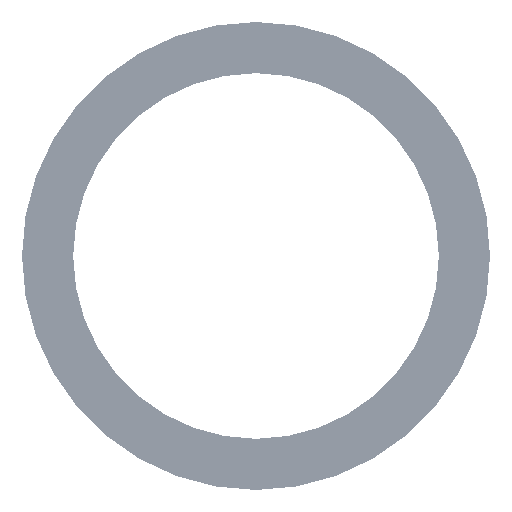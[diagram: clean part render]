
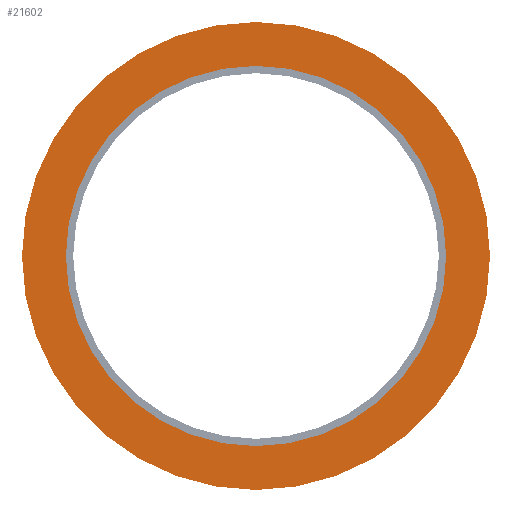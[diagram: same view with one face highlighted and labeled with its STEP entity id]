
A CAD part, left-side view. The second image highlights one B-rep face of the part: STEP entity #21602.
In plain terms, the highlighted planar face has unit normal (-1, 0, 0).
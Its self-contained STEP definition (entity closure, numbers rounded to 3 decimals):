
#4047 = AXIS2_PLACEMENT_3D ( 'NONE', #36893, #94363, #45100 ) ;
#5804 = CARTESIAN_POINT ( 'NONE',  ( 1., 0., 0. ) ) ;
#6753 = DIRECTION ( 'NONE',  ( 0., 0., -1. ) ) ;
#7308 = VERTEX_POINT ( 'NONE', #91853 ) ;
#8146 = EDGE_LOOP ( 'NONE', ( #42827, #97178 ) ) ;
#9875 = VERTEX_POINT ( 'NONE', #26918 ) ;
#14057 = AXIS2_PLACEMENT_3D ( 'NONE', #75292, #26075, #83604 ) ;
#14167 = DIRECTION ( 'NONE',  ( 0., 0., 1. ) ) ;
#20048 = CIRCLE ( 'NONE', #44621, 16. ) ;
#21602 = ADVANCED_FACE ( 'NONE', ( #75411, #97317 ), #31325, .F. ) ;
#21869 = EDGE_CURVE ( 'NONE', #7308, #9875, #47058, .T. ) ;
#24979 = AXIS2_PLACEMENT_3D ( 'NONE', #5804, #63476, #14167 ) ;
#26075 = DIRECTION ( 'NONE',  ( -1., 0., 0. ) ) ;
#26448 = CARTESIAN_POINT ( 'NONE',  ( 1., 0., -13. ) ) ;
#26835 = EDGE_LOOP ( 'NONE', ( #64809, #86278 ) ) ;
#26918 = CARTESIAN_POINT ( 'NONE',  ( 1., 0., -16. ) ) ;
#30732 = EDGE_CURVE ( 'NONE', #9875, #7308, #20048, .T. ) ;
#31325 = PLANE ( 'NONE',  #95368 ) ;
#31811 = EDGE_CURVE ( 'NONE', #49494, #38044, #64904, .T. ) ;
#32037 = DIRECTION ( 'NONE',  ( -1., 0., 0. ) ) ;
#36893 = CARTESIAN_POINT ( 'NONE',  ( 1., 0., 0. ) ) ;
#38044 = VERTEX_POINT ( 'NONE', #82955 ) ;
#42827 = ORIENTED_EDGE ( 'NONE', *, *, #88607, .F. ) ;
#44621 = AXIS2_PLACEMENT_3D ( 'NONE', #81276, #32037, #89558 ) ;
#45100 = DIRECTION ( 'NONE',  ( 0., 0., 1. ) ) ;
#47058 = CIRCLE ( 'NONE', #14057, 16. ) ;
#49494 = VERTEX_POINT ( 'NONE', #26448 ) ;
#56112 = DIRECTION ( 'NONE',  ( 1., 0., 0. ) ) ;
#63476 = DIRECTION ( 'NONE',  ( -1., 0., 0. ) ) ;
#64809 = ORIENTED_EDGE ( 'NONE', *, *, #21869, .T. ) ;
#64904 = CIRCLE ( 'NONE', #4047, 13. ) ;
#75292 = CARTESIAN_POINT ( 'NONE',  ( 1., 0., 0. ) ) ;
#75411 = FACE_BOUND ( 'NONE', #8146, .T. ) ;
#81276 = CARTESIAN_POINT ( 'NONE',  ( 1., 0., 0. ) ) ;
#82955 = CARTESIAN_POINT ( 'NONE',  ( 1., 0., 13. ) ) ;
#83604 = DIRECTION ( 'NONE',  ( 0., 0., 1. ) ) ;
#86278 = ORIENTED_EDGE ( 'NONE', *, *, #30732, .T. ) ;
#88607 = EDGE_CURVE ( 'NONE', #38044, #49494, #104883, .T. ) ;
#89558 = DIRECTION ( 'NONE',  ( 0., 0., 1. ) ) ;
#91853 = CARTESIAN_POINT ( 'NONE',  ( 1., 0., 16. ) ) ;
#94363 = DIRECTION ( 'NONE',  ( -1., 0., 0. ) ) ;
#95368 = AXIS2_PLACEMENT_3D ( 'NONE', #105391, #56112, #6753 ) ;
#97178 = ORIENTED_EDGE ( 'NONE', *, *, #31811, .F. ) ;
#97317 = FACE_OUTER_BOUND ( 'NONE', #26835, .T. ) ;
#104883 = CIRCLE ( 'NONE', #24979, 13. ) ;
#105391 = CARTESIAN_POINT ( 'NONE',  ( 1., 13., 0. ) ) ;
